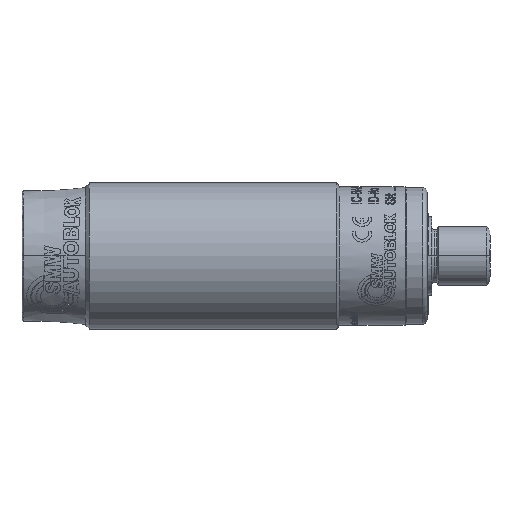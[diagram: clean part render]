
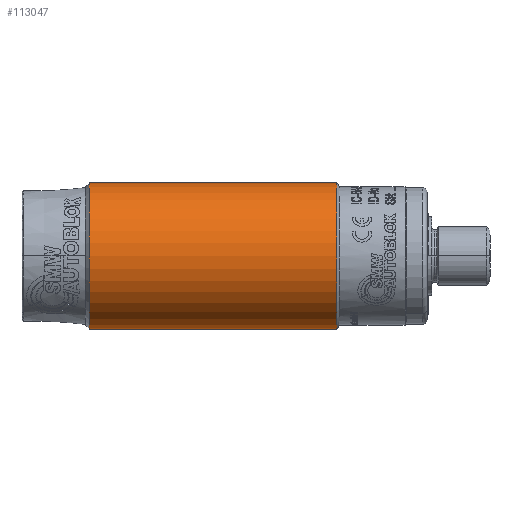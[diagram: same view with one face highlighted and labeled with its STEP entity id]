
A CAD part, top view. The second image highlights one B-rep face of the part: STEP entity #113047.
In plain terms, the highlighted cylindrical face has radius 15 mm (diameter 30 mm), a partial arc.
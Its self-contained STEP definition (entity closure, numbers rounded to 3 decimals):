
#6288 = CARTESIAN_POINT ( 'NONE',  ( 0., 0., -15. ) ) ;
#9943 = DIRECTION ( 'NONE',  ( -1., 0., 0. ) ) ;
#11889 = DIRECTION ( 'NONE',  ( 0., 0., 1. ) ) ;
#11985 = VECTOR ( 'NONE', #169047, 1000. ) ;
#18989 = VERTEX_POINT ( 'NONE', #103570 ) ;
#19681 = AXIS2_PLACEMENT_3D ( 'NONE', #140264, #165972, #151198 ) ;
#29525 = CIRCLE ( 'NONE', #79880, 15. ) ;
#31801 = LINE ( 'NONE', #121494, #46656 ) ;
#46656 = VECTOR ( 'NONE', #104755, 1000. ) ;
#59099 = ORIENTED_EDGE ( 'NONE', *, *, #83451, .F. ) ;
#69264 = ORIENTED_EDGE ( 'NONE', *, *, #154202, .T. ) ;
#79880 = AXIS2_PLACEMENT_3D ( 'NONE', #192367, #9943, #11889 ) ;
#80676 = ORIENTED_EDGE ( 'NONE', *, *, #154243, .F. ) ;
#83451 = EDGE_CURVE ( 'NONE', #163273, #97961, #29525, .T. ) ;
#86323 = FACE_OUTER_BOUND ( 'NONE', #145527, .T. ) ;
#88278 = DIRECTION ( 'NONE',  ( 0., 0., 1. ) ) ;
#97961 = VERTEX_POINT ( 'NONE', #179109 ) ;
#99128 = DIRECTION ( 'NONE',  ( -1., 0., 0. ) ) ;
#100097 = CYLINDRICAL_SURFACE ( 'NONE', #146391, 15. ) ;
#103570 = CARTESIAN_POINT ( 'NONE',  ( 51.509, 0., -15. ) ) ;
#104755 = DIRECTION ( 'NONE',  ( -1., 0., 0. ) ) ;
#110790 = LINE ( 'NONE', #6288, #11985 ) ;
#113047 = ADVANCED_FACE ( 'NONE', ( #86323 ), #100097, .T. ) ;
#121494 = CARTESIAN_POINT ( 'NONE',  ( 0., 0., 15. ) ) ;
#127019 = CARTESIAN_POINT ( 'NONE',  ( 0.8, 0., 15. ) ) ;
#134956 = CARTESIAN_POINT ( 'NONE',  ( 51.509, 0., 15. ) ) ;
#140264 = CARTESIAN_POINT ( 'NONE',  ( 51.509, 0., 0. ) ) ;
#145527 = EDGE_LOOP ( 'NONE', ( #193892, #69264, #59099, #80676 ) ) ;
#146391 = AXIS2_PLACEMENT_3D ( 'NONE', #163266, #99128, #88278 ) ;
#151198 = DIRECTION ( 'NONE',  ( 0., 0., 1. ) ) ;
#154202 = EDGE_CURVE ( 'NONE', #18989, #97961, #110790, .T. ) ;
#154243 = EDGE_CURVE ( 'NONE', #191887, #163273, #31801, .T. ) ;
#163266 = CARTESIAN_POINT ( 'NONE',  ( 0., 0., 0. ) ) ;
#163273 = VERTEX_POINT ( 'NONE', #127019 ) ;
#164552 = CIRCLE ( 'NONE', #19681, 15. ) ;
#165972 = DIRECTION ( 'NONE',  ( -1., 0., 0. ) ) ;
#169047 = DIRECTION ( 'NONE',  ( -1., 0., 0. ) ) ;
#175942 = EDGE_CURVE ( 'NONE', #191887, #18989, #164552, .T. ) ;
#179109 = CARTESIAN_POINT ( 'NONE',  ( 0.8, 0., -15. ) ) ;
#191887 = VERTEX_POINT ( 'NONE', #134956 ) ;
#192367 = CARTESIAN_POINT ( 'NONE',  ( 0.8, 0., 0. ) ) ;
#193892 = ORIENTED_EDGE ( 'NONE', *, *, #175942, .T. ) ;
